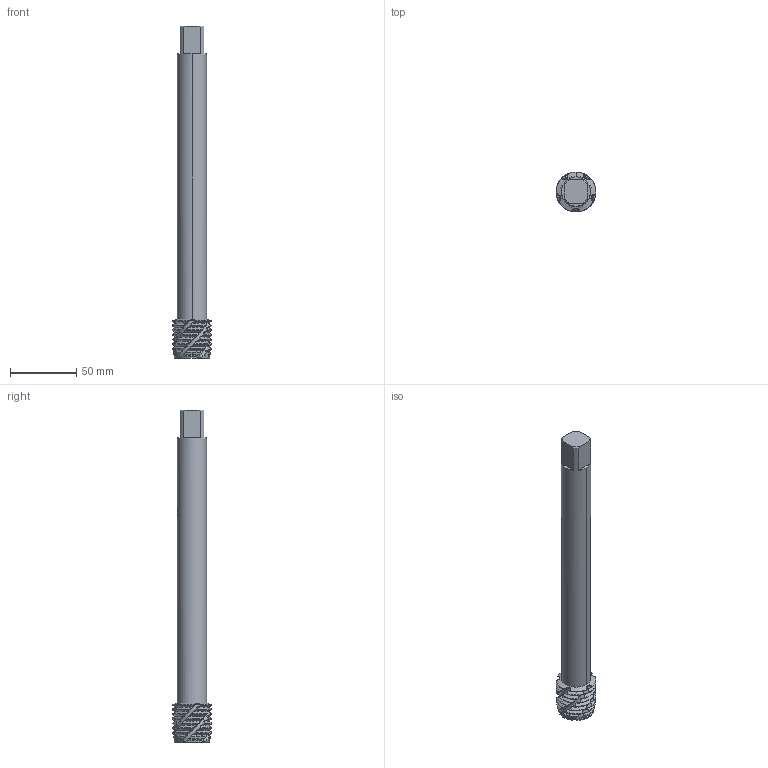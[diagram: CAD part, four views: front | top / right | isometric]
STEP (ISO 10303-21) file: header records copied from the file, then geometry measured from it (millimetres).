
FILE_DESCRIPTION(('no description'),'unknown implementation level');
FILE_NAME('solid0uXlfVzJ9KvHClmdMHrC7xdDfks_1.STP',' ',('CIM GmbH Aachen'),('CADClick - KiM GmbH - www.kimweb.de'),'unknown preprocess','ACIS','unknown authorization');
FILE_SCHEMA(('automotive_design'));
Length unit declared in the file: millimetre
Products named in the file (2): 1; 2
Bounding box: 30 x 30 x 250 mm (x, y, z)
Volume: 99147.6 mm3; surface area: 24943.6 mm2
Topology: 2 solids, 2 shells, 355 faces, 1029 edges, 678 vertices
Faces by surface type: cone 137, cylinder 106, bspline 80, plane 17, revolution 15
Entity records: 40482 total; most frequent: CARTESIAN_POINT 20914, STYLED_ITEM 2064, PRESENTATION_STYLE_ASSIGNMENT 2064, COLOUR_RGB 2064, ORIENTED_EDGE 2058, DIRECTION 1242, EDGE_CURVE 1029, CURVE_STYLE 1029
